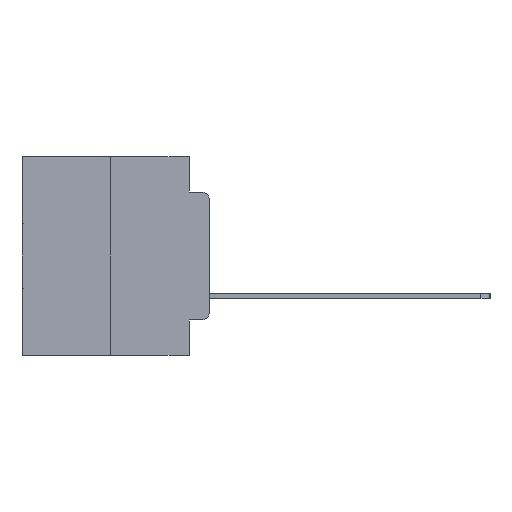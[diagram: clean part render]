
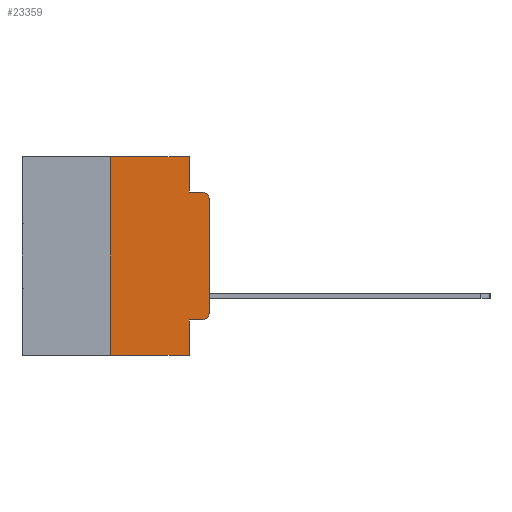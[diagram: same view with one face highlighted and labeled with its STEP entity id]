
A CAD part, left-side view. The second image highlights one B-rep face of the part: STEP entity #23359.
In plain terms, the highlighted planar face has unit normal (-1, 0, 0).
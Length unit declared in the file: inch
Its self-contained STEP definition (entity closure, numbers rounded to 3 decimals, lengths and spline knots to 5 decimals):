
#746 = CARTESIAN_POINT ( 'NONE',  ( 0., 0.02, -0.0885 ) ) ;
#885 = EDGE_CURVE ( 'NONE', #4853, #5668, #26341, .T. ) ;
#1170 = LINE ( 'NONE', #18241, #20157 ) ;
#1236 = ORIENTED_EDGE ( 'NONE', *, *, #18473, .F. ) ;
#1351 = CARTESIAN_POINT ( 'NONE',  ( 0., 0.473, 0. ) ) ;
#1376 = VERTEX_POINT ( 'NONE', #13998 ) ;
#1736 = DIRECTION ( 'NONE',  ( 0., 0., 1. ) ) ;
#2105 = EDGE_CURVE ( 'NONE', #25048, #1376, #18935, .T. ) ;
#3919 = CARTESIAN_POINT ( 'NONE',  ( 0., 0.25, -0.5 ) ) ;
#4853 = VERTEX_POINT ( 'NONE', #17633 ) ;
#5412 = CARTESIAN_POINT ( 'NONE',  ( 0., 0., 0. ) ) ;
#5438 = VECTOR ( 'NONE', #18001, 39.37008 ) ;
#5514 = VERTEX_POINT ( 'NONE', #3919 ) ;
#5668 = VERTEX_POINT ( 'NONE', #9286 ) ;
#6221 = ORIENTED_EDGE ( 'NONE', *, *, #20667, .F. ) ;
#7650 = ORIENTED_EDGE ( 'NONE', *, *, #18845, .F. ) ;
#7838 = AXIS2_PLACEMENT_3D ( 'NONE', #22692, #9748, #24845 ) ;
#8396 = CARTESIAN_POINT ( 'NONE',  ( 0., 0.051, 0. ) ) ;
#9286 = CARTESIAN_POINT ( 'NONE',  ( 0., 0.051, -0.5 ) ) ;
#9341 = VERTEX_POINT ( 'NONE', #8396 ) ;
#9454 = LINE ( 'NONE', #15732, #25983 ) ;
#9457 = CARTESIAN_POINT ( 'NONE',  ( 0., 0.473, 0. ) ) ;
#9704 = ORIENTED_EDGE ( 'NONE', *, *, #27037, .T. ) ;
#9748 = DIRECTION ( 'NONE',  ( -1., 0., 0. ) ) ;
#10004 = VERTEX_POINT ( 'NONE', #17781 ) ;
#10696 = LINE ( 'NONE', #20149, #5438 ) ;
#11166 = CIRCLE ( 'NONE', #7838, 0.02 ) ;
#11327 = VERTEX_POINT ( 'NONE', #22497 ) ;
#11460 = ORIENTED_EDGE ( 'NONE', *, *, #2105, .T. ) ;
#11461 = AXIS2_PLACEMENT_3D ( 'NONE', #12744, #27728, #14891 ) ;
#11644 = CARTESIAN_POINT ( 'NONE',  ( 0., 0.051, -0.0885 ) ) ;
#12045 = CARTESIAN_POINT ( 'NONE',  ( 0., 0.051, 0. ) ) ;
#12483 = ORIENTED_EDGE ( 'NONE', *, *, #24004, .T. ) ;
#12614 = DIRECTION ( 'NONE',  ( 0., 0., -1. ) ) ;
#12744 = CARTESIAN_POINT ( 'NONE',  ( 0., 0.02, -0.3915 ) ) ;
#12983 = VECTOR ( 'NONE', #16233, 39.37008 ) ;
#13126 = LINE ( 'NONE', #23322, #22547 ) ;
#13200 = VECTOR ( 'NONE', #1736, 39.37008 ) ;
#13272 = ORIENTED_EDGE ( 'NONE', *, *, #20988, .T. ) ;
#13353 = AXIS2_PLACEMENT_3D ( 'NONE', #1351, #25493, #12614 ) ;
#13491 = VECTOR ( 'NONE', #22429, 39.37008 ) ;
#13658 = DIRECTION ( 'NONE',  ( 0., -1., 0. ) ) ;
#13998 = CARTESIAN_POINT ( 'NONE',  ( 0., 0., -0.1085 ) ) ;
#14129 = ORIENTED_EDGE ( 'NONE', *, *, #885, .F. ) ;
#14891 = DIRECTION ( 'NONE',  ( 0., 0., -1. ) ) ;
#15732 = CARTESIAN_POINT ( 'NONE',  ( 0., 0.051, -0.4115 ) ) ;
#16233 = DIRECTION ( 'NONE',  ( 0., 0., -1. ) ) ;
#17075 = EDGE_CURVE ( 'NONE', #11327, #9341, #19890, .T. ) ;
#17560 = VERTEX_POINT ( 'NONE', #11644 ) ;
#17633 = CARTESIAN_POINT ( 'NONE',  ( 0., 0.051, -0.4115 ) ) ;
#17781 = CARTESIAN_POINT ( 'NONE',  ( 0., 0.02, -0.4115 ) ) ;
#18001 = DIRECTION ( 'NONE',  ( 0., -1., 0. ) ) ;
#18241 = CARTESIAN_POINT ( 'NONE',  ( 0., 0.051, -0.0885 ) ) ;
#18473 = EDGE_CURVE ( 'NONE', #5514, #11327, #13126, .T. ) ;
#18845 = EDGE_CURVE ( 'NONE', #17560, #21424, #1170, .T. ) ;
#18935 = LINE ( 'NONE', #5412, #13200 ) ;
#19549 = ORIENTED_EDGE ( 'NONE', *, *, #17075, .F. ) ;
#19890 = LINE ( 'NONE', #9457, #13491 ) ;
#19990 = VECTOR ( 'NONE', #25820, 39.37008 ) ;
#20149 = CARTESIAN_POINT ( 'NONE',  ( 0., 0.473, -0.5 ) ) ;
#20157 = VECTOR ( 'NONE', #20285, 39.37008 ) ;
#20285 = DIRECTION ( 'NONE',  ( 0., -1., 0. ) ) ;
#20574 = CARTESIAN_POINT ( 'NONE',  ( 0., 0.051, 0. ) ) ;
#20667 = EDGE_CURVE ( 'NONE', #9341, #17560, #23067, .T. ) ;
#20988 = EDGE_CURVE ( 'NONE', #10004, #25048, #26378, .T. ) ;
#21183 = DIRECTION ( 'NONE',  ( 0., 0., 1. ) ) ;
#21221 = PLANE ( 'NONE',  #13353 ) ;
#21424 = VERTEX_POINT ( 'NONE', #746 ) ;
#22080 = CARTESIAN_POINT ( 'NONE',  ( 0., 0., -0.3915 ) ) ;
#22357 = FACE_OUTER_BOUND ( 'NONE', #25396, .T. ) ;
#22429 = DIRECTION ( 'NONE',  ( 0., -1., 0. ) ) ;
#22497 = CARTESIAN_POINT ( 'NONE',  ( 0., 0.25, 0. ) ) ;
#22547 = VECTOR ( 'NONE', #21183, 39.37008 ) ;
#22692 = CARTESIAN_POINT ( 'NONE',  ( 0., 0.02, -0.1085 ) ) ;
#23067 = LINE ( 'NONE', #20574, #12983 ) ;
#23322 = CARTESIAN_POINT ( 'NONE',  ( 0., 0.25, 0. ) ) ;
#23359 = ADVANCED_FACE ( 'NONE', ( #22357 ), #21221, .F. ) ;
#23844 = EDGE_CURVE ( 'NONE', #4853, #10004, #9454, .T. ) ;
#24004 = EDGE_CURVE ( 'NONE', #1376, #21424, #11166, .T. ) ;
#24845 = DIRECTION ( 'NONE',  ( 0., 0., -1. ) ) ;
#25048 = VERTEX_POINT ( 'NONE', #22080 ) ;
#25396 = EDGE_LOOP ( 'NONE', ( #11460, #12483, #7650, #6221, #19549, #1236, #9704, #14129, #25711, #13272 ) ) ;
#25493 = DIRECTION ( 'NONE',  ( 1., 0., 0. ) ) ;
#25711 = ORIENTED_EDGE ( 'NONE', *, *, #23844, .T. ) ;
#25820 = DIRECTION ( 'NONE',  ( 0., 0., -1. ) ) ;
#25983 = VECTOR ( 'NONE', #13658, 39.37008 ) ;
#26341 = LINE ( 'NONE', #12045, #19990 ) ;
#26378 = CIRCLE ( 'NONE', #11461, 0.02 ) ;
#27037 = EDGE_CURVE ( 'NONE', #5514, #5668, #10696, .T. ) ;
#27728 = DIRECTION ( 'NONE',  ( -1., 0., 0. ) ) ;
